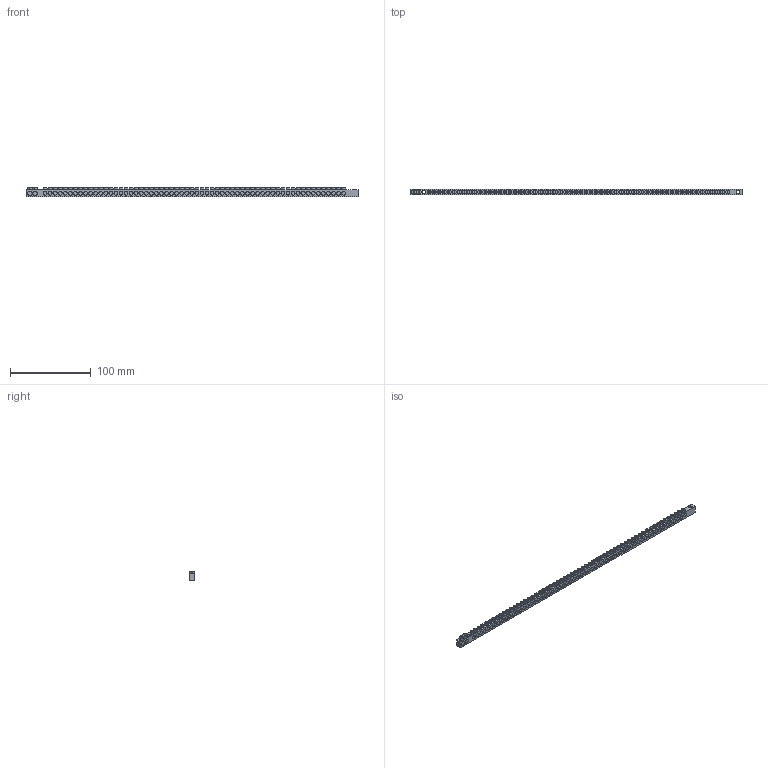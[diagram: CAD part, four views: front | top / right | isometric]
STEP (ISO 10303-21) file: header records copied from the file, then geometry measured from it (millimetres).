
FILE_DESCRIPTION (( 'STEP AP203' ), '1' );
FILE_NAME ('6,5x9 - 62 Delikli Pano Topraklama Klemensi.STEP', '2018-11-30T13:16:27', ( '' ), ( '' ), 'SwSTEP 2.0', 'SolidWorks 2011', '' );
FILE_SCHEMA (( 'CONFIG_CONTROL_DESIGN' ));
Length unit declared in the file: millimetre
Products named in the file (1): 6,5x9 - 62 Delikli Pano Topraklama Klemensi
Bounding box: 410 x 6.5 x 12 mm (x, y, z)
Volume: 25038.4 mm3; surface area: 17135.6 mm2
Topology: 1 solids, 1 shells, 1312 faces, 3372 edges, 2248 vertices
Faces by surface type: plane 936, cylinder 376
Entity records: 40061 total; most frequent: CARTESIAN_POINT 7677, DIRECTION 6750, ORIENTED_EDGE 6744, EDGE_CURVE 3372, AXIS2_PLACEMENT_3D 2313, VERTEX_POINT 2248, LINE 2124, VECTOR 2124
